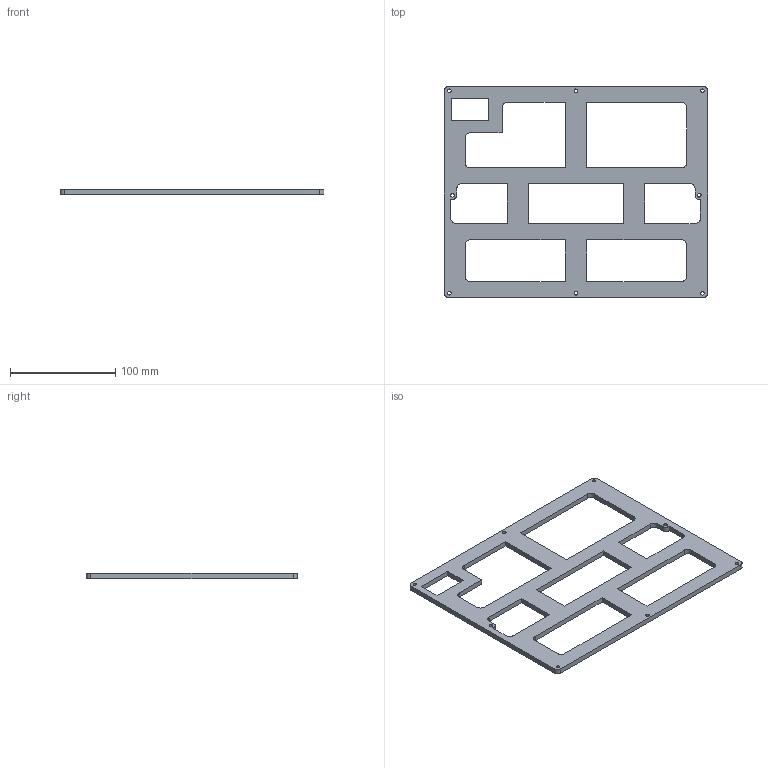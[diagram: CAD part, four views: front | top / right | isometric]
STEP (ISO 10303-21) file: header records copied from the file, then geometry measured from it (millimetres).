
FILE_DESCRIPTION(/* description */ (''),/* implementation_level */ '2;1');
FILE_NAME(/* name */ 'under_PCB.step',/* time_stamp */ '2026-01-23T23:42:58+08:00',/* author */ (''),/* organization */ (''),/* preprocessor_version */ 'ST-DEVELOPER v20.1',/* originating_system */ 'Autodesk Translation Framework v14.24.0.0',/* authorisation */ '');
FILE_SCHEMA (('AUTOMOTIVE_DESIGN { 1 0 10303 214 3 1 1 }'));
Length unit declared in the file: millimetre
Products named in the file (1): 2026-01-23-23-42-58-058
Bounding box: 249.98 x 199.97 x 5 mm (x, y, z)
Volume: 117973.4 mm3; surface area: 61428.4 mm2
Topology: 1 solids, 1 shells, 69 faces, 201 edges, 134 vertices
Faces by surface type: plane 42, cylinder 27
Full cylindrical faces by diameter (mm): 3.4 x8
Entity records: 2386 total; most frequent: CARTESIAN_POINT 405, ORIENTED_EDGE 402, DIRECTION 395, EDGE_CURVE 201, LINE 147, VECTOR 147, VERTEX_POINT 134, AXIS2_PLACEMENT_3D 124
